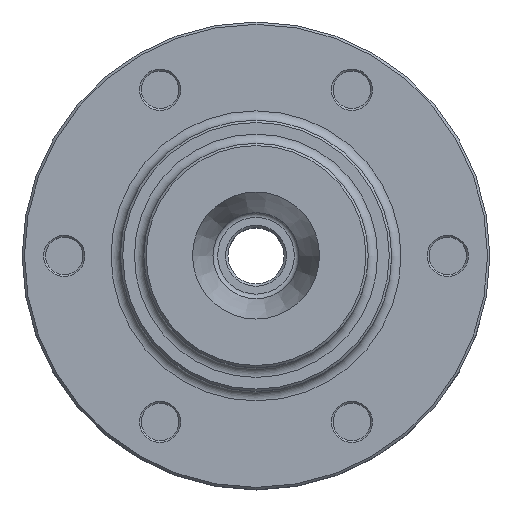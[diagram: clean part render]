
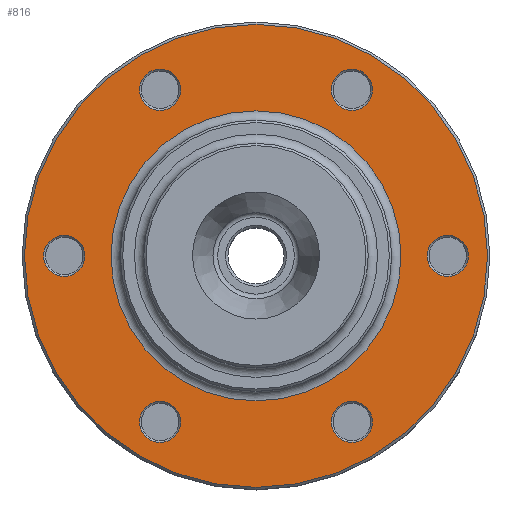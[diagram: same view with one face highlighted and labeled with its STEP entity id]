
A CAD part, top view. The second image highlights one B-rep face of the part: STEP entity #816.
In plain terms, the highlighted planar face has unit normal (0, 0, 1).
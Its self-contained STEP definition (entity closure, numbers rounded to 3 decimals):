
#620 = VERTEX_POINT('',#621);
#621 = CARTESIAN_POINT('',(31.,0.,-38.3));
#630 = EDGE_CURVE('',#620,#620,#631,.T.);
#631 = CIRCLE('',#632,31.);
#632 = AXIS2_PLACEMENT_3D('',#633,#634,#635);
#633 = CARTESIAN_POINT('',(0.,0.,-38.3));
#634 = DIRECTION('',(0.,0.,-1.));
#635 = DIRECTION('',(1.,0.,0.));
#816 = ADVANCED_FACE('',(#817,#828,#839,#850,#861,#872,#875,#886),#897,
  .F.);
#817 = FACE_BOUND('',#818,.T.);
#818 = EDGE_LOOP('',(#819));
#819 = ORIENTED_EDGE('',*,*,#820,.F.);
#820 = EDGE_CURVE('',#821,#821,#823,.T.);
#821 = VERTEX_POINT('',#822);
#822 = CARTESIAN_POINT('',(49.5,0.,-38.3));
#823 = CIRCLE('',#824,49.5);
#824 = AXIS2_PLACEMENT_3D('',#825,#826,#827);
#825 = CARTESIAN_POINT('',(0.,0.,-38.3));
#826 = DIRECTION('',(0.,0.,-1.));
#827 = DIRECTION('',(1.,0.,0.));
#828 = FACE_BOUND('',#829,.T.);
#829 = EDGE_LOOP('',(#830));
#830 = ORIENTED_EDGE('',*,*,#831,.F.);
#831 = EDGE_CURVE('',#832,#832,#834,.T.);
#832 = VERTEX_POINT('',#833);
#833 = CARTESIAN_POINT('',(24.9,35.507,-38.3));
#834 = CIRCLE('',#835,4.4);
#835 = AXIS2_PLACEMENT_3D('',#836,#837,#838);
#836 = CARTESIAN_POINT('',(20.5,35.507,-38.3));
#837 = DIRECTION('',(0.,0.,1.));
#838 = DIRECTION('',(1.,0.,0.));
#839 = FACE_BOUND('',#840,.T.);
#840 = EDGE_LOOP('',(#841));
#841 = ORIENTED_EDGE('',*,*,#842,.F.);
#842 = EDGE_CURVE('',#843,#843,#845,.T.);
#843 = VERTEX_POINT('',#844);
#844 = CARTESIAN_POINT('',(-16.1,35.507,-38.3));
#845 = CIRCLE('',#846,4.4);
#846 = AXIS2_PLACEMENT_3D('',#847,#848,#849);
#847 = CARTESIAN_POINT('',(-20.5,35.507,-38.3));
#848 = DIRECTION('',(0.,0.,1.));
#849 = DIRECTION('',(1.,0.,0.));
#850 = FACE_BOUND('',#851,.T.);
#851 = EDGE_LOOP('',(#852));
#852 = ORIENTED_EDGE('',*,*,#853,.F.);
#853 = EDGE_CURVE('',#854,#854,#856,.T.);
#854 = VERTEX_POINT('',#855);
#855 = CARTESIAN_POINT('',(45.4,0.,-38.3));
#856 = CIRCLE('',#857,4.4);
#857 = AXIS2_PLACEMENT_3D('',#858,#859,#860);
#858 = CARTESIAN_POINT('',(41.,0.,-38.3));
#859 = DIRECTION('',(0.,0.,1.));
#860 = DIRECTION('',(1.,0.,0.));
#861 = FACE_BOUND('',#862,.T.);
#862 = EDGE_LOOP('',(#863));
#863 = ORIENTED_EDGE('',*,*,#864,.F.);
#864 = EDGE_CURVE('',#865,#865,#867,.T.);
#865 = VERTEX_POINT('',#866);
#866 = CARTESIAN_POINT('',(24.9,-35.507,-38.3));
#867 = CIRCLE('',#868,4.4);
#868 = AXIS2_PLACEMENT_3D('',#869,#870,#871);
#869 = CARTESIAN_POINT('',(20.5,-35.507,-38.3));
#870 = DIRECTION('',(0.,0.,1.));
#871 = DIRECTION('',(1.,0.,0.));
#872 = FACE_BOUND('',#873,.T.);
#873 = EDGE_LOOP('',(#874));
#874 = ORIENTED_EDGE('',*,*,#630,.T.);
#875 = FACE_BOUND('',#876,.T.);
#876 = EDGE_LOOP('',(#877));
#877 = ORIENTED_EDGE('',*,*,#878,.F.);
#878 = EDGE_CURVE('',#879,#879,#881,.T.);
#879 = VERTEX_POINT('',#880);
#880 = CARTESIAN_POINT('',(-36.6,0.,-38.3));
#881 = CIRCLE('',#882,4.4);
#882 = AXIS2_PLACEMENT_3D('',#883,#884,#885);
#883 = CARTESIAN_POINT('',(-41.,0.,-38.3));
#884 = DIRECTION('',(0.,0.,1.));
#885 = DIRECTION('',(1.,0.,0.));
#886 = FACE_BOUND('',#887,.T.);
#887 = EDGE_LOOP('',(#888));
#888 = ORIENTED_EDGE('',*,*,#889,.F.);
#889 = EDGE_CURVE('',#890,#890,#892,.T.);
#890 = VERTEX_POINT('',#891);
#891 = CARTESIAN_POINT('',(-16.1,-35.507,-38.3));
#892 = CIRCLE('',#893,4.4);
#893 = AXIS2_PLACEMENT_3D('',#894,#895,#896);
#894 = CARTESIAN_POINT('',(-20.5,-35.507,-38.3));
#895 = DIRECTION('',(0.,0.,1.));
#896 = DIRECTION('',(1.,0.,0.));
#897 = PLANE('',#898);
#898 = AXIS2_PLACEMENT_3D('',#899,#900,#901);
#899 = CARTESIAN_POINT('',(0.,0.,-38.3));
#900 = DIRECTION('',(0.,0.,-1.));
#901 = DIRECTION('',(1.,0.,0.));
